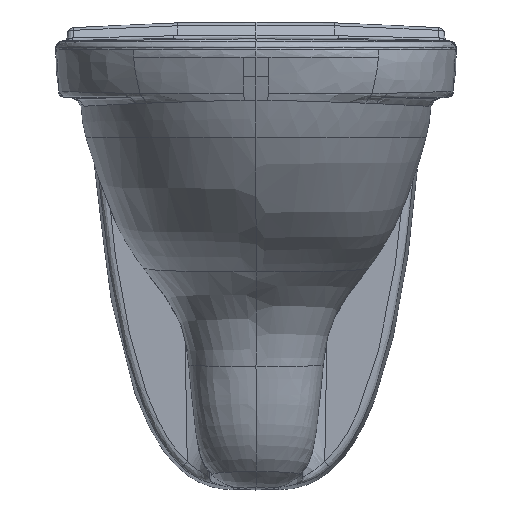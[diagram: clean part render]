
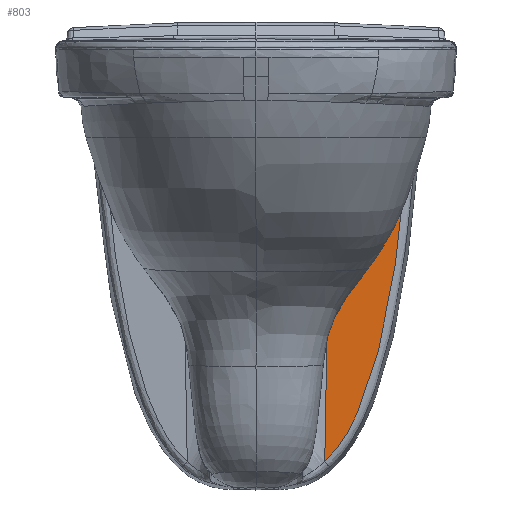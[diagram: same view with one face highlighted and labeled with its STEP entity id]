
A CAD part, front view. The second image highlights one B-rep face of the part: STEP entity #803.
In plain terms, the highlighted planar face has unit normal (0, -1, -0.026).
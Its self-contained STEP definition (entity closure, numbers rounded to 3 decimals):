
#88=PLANE('',#6623);
#90=ELLIPSE('',#6605,12.217,12.213);
#250=FACE_BOUND('',#1849,.T.);
#251=FACE_BOUND('',#1850,.T.);
#803=ADVANCED_FACE('',(#250,#251),#88,.F.);
#1849=EDGE_LOOP('',(#3938,#3939,#3940,#3941,#3942,#3943));
#1850=EDGE_LOOP('',(#3944));
#3938=ORIENTED_EDGE('',*,*,#5615,.T.);
#3939=ORIENTED_EDGE('',*,*,#5470,.T.);
#3940=ORIENTED_EDGE('',*,*,#5636,.T.);
#3941=ORIENTED_EDGE('',*,*,#5635,.T.);
#3942=ORIENTED_EDGE('',*,*,#5617,.F.);
#3943=ORIENTED_EDGE('',*,*,#5616,.T.);
#3944=ORIENTED_EDGE('',*,*,#5332,.T.);
#4424=VERTEX_POINT('',#52652);
#4527=VERTEX_POINT('',#59582);
#4528=VERTEX_POINT('',#59587);
#4571=VERTEX_POINT('',#65930);
#4593=VERTEX_POINT('',#69033);
#4594=VERTEX_POINT('',#69204);
#4601=VERTEX_POINT('',#71125);
#5332=EDGE_CURVE('',#4424,#4424,#90,.T.);
#5470=EDGE_CURVE('',#4528,#4527,#6412,.T.);
#5615=EDGE_CURVE('',#4593,#4528,#6531,.T.);
#5616=EDGE_CURVE('',#4571,#4593,#6532,.T.);
#5617=EDGE_CURVE('',#4571,#4594,#6533,.T.);
#5635=EDGE_CURVE('',#4601,#4594,#6547,.T.);
#5636=EDGE_CURVE('',#4527,#4601,#6548,.T.);
#6412=B_SPLINE_CURVE_WITH_KNOTS('',3,(#59583,#59584,#59585,#59586),
 .UNSPECIFIED.,.F.,.F.,(4,4),(0.,1.),.UNSPECIFIED.);
#6531=B_SPLINE_CURVE_WITH_KNOTS('',3,(#69029,#69030,#69031,#69032),
 .UNSPECIFIED.,.F.,.F.,(4,4),(0.,1.),.UNSPECIFIED.);
#6532=B_SPLINE_CURVE_WITH_KNOTS('',3,(#69034,#69035,#69036,#69037,#69038,
#69039,#69040,#69041,#69042,#69043,#69044,#69045,#69046,#69047,#69048,#69049,
#69050,#69051,#69052,#69053,#69054,#69055,#69056,#69057,#69058,#69059,#69060,
#69061,#69062,#69063,#69064,#69065,#69066,#69067,#69068,#69069,#69070,#69071,
#69072,#69073,#69074,#69075,#69076,#69077,#69078,#69079,#69080,#69081,#69082,
#69083,#69084,#69085,#69086,#69087,#69088,#69089,#69090,#69091),
 .UNSPECIFIED.,.F.,.F.,(4,1,1,1,1,1,1,1,2,2,1,2,2,2,1,1,1,2,2,2,1,1,1,1,
2,2,1,1,1,1,1,1,2,2,1,1,1,1,1,2,2,4),(0.,0.125,0.187,
0.219,0.234,0.242,0.246,
0.248,0.249,0.25,0.281,
0.297,0.312,0.344,0.359,
0.367,0.371,0.373,0.375,
0.437,0.469,0.484,0.492,
0.496,0.498,0.5,0.625,
0.687,0.719,0.734,0.742,
0.746,0.748,0.75,0.813,
0.844,0.859,0.867,0.871,0.873,0.875,
1.),.UNSPECIFIED.);
#6533=B_SPLINE_CURVE_WITH_KNOTS('',3,(#69200,#69201,#69202,#69203),
 .UNSPECIFIED.,.F.,.F.,(4,4),(0.,1.),.UNSPECIFIED.);
#6547=B_SPLINE_CURVE_WITH_KNOTS('',3,(#71121,#71122,#71123,#71124),
 .UNSPECIFIED.,.F.,.F.,(4,4),(0.,1.),.UNSPECIFIED.);
#6548=B_SPLINE_CURVE_WITH_KNOTS('',3,(#71126,#71127,#71128,#71129),
 .UNSPECIFIED.,.F.,.F.,(4,4),(0.,1.),.UNSPECIFIED.);
#6605=AXIS2_PLACEMENT_3D('',#52651,#6719,#6720);
#6623=AXIS2_PLACEMENT_3D('',#72868,#6757,#6758);
#6719=DIRECTION('',(0.,1.,0.026));
#6720=DIRECTION('',(0.,0.026,-1.));
#6757=DIRECTION('',(0.,1.,0.026));
#6758=DIRECTION('',(0.,0.026,-1.));
#52651=CARTESIAN_POINT('',(90.,96.033,-139.847));
#52652=CARTESIAN_POINT('',(90.,95.713,-127.634));
#59582=CARTESIAN_POINT('',(73.944,94.225,-70.829));
#59583=CARTESIAN_POINT('',(140.248,94.115,-66.613));
#59584=CARTESIAN_POINT('',(118.146,94.152,-68.022));
#59585=CARTESIAN_POINT('',(96.045,94.189,-69.43));
#59586=CARTESIAN_POINT('',(73.943,94.226,-70.838));
#59587=CARTESIAN_POINT('',(140.249,94.115,-66.613));
#65930=CARTESIAN_POINT('',(61.804,102.258,-377.579));
#69029=CARTESIAN_POINT('',(140.233,94.119,-66.782));
#69030=CARTESIAN_POINT('',(140.238,94.118,-66.726));
#69031=CARTESIAN_POINT('',(140.243,94.116,-66.67));
#69032=CARTESIAN_POINT('',(140.248,94.115,-66.613));
#69033=CARTESIAN_POINT('',(140.234,94.119,-66.782));
#69034=CARTESIAN_POINT('',(61.804,102.258,-377.579));
#69035=CARTESIAN_POINT('',(69.554,102.074,-370.567));
#69036=CARTESIAN_POINT('',(80.32,101.706,-356.513));
#69037=CARTESIAN_POINT('',(91.378,101.115,-333.93));
#69038=CARTESIAN_POINT('',(96.532,100.779,-321.091));
#69039=CARTESIAN_POINT('',(99.015,100.6,-314.285));
#69040=CARTESIAN_POINT('',(100.233,100.509,-310.786));
#69041=CARTESIAN_POINT('',(100.836,100.462,-309.012));
#69042=CARTESIAN_POINT('',(101.136,100.439,-308.118));
#69043=CARTESIAN_POINT('',(101.264,100.429,-307.734));
#69044=CARTESIAN_POINT('',(101.35,100.422,-307.478));
#69045=CARTESIAN_POINT('',(101.404,100.418,-307.313));
#69046=CARTESIAN_POINT('',(102.411,100.339,-304.282));
#69047=CARTESIAN_POINT('',(103.851,100.22,-299.756));
#69048=CARTESIAN_POINT('',(105.252,100.097,-295.053));
#69049=CARTESIAN_POINT('',(106.178,100.014,-291.878));
#69050=CARTESIAN_POINT('',(106.652,99.97,-290.217));
#69051=CARTESIAN_POINT('',(107.971,99.847,-285.502));
#69052=CARTESIAN_POINT('',(108.812,99.765,-282.371));
#69053=CARTESIAN_POINT('',(110.162,99.627,-277.125));
#69054=CARTESIAN_POINT('',(110.829,99.558,-274.479));
#69055=CARTESIAN_POINT('',(111.592,99.476,-271.349));
#69056=CARTESIAN_POINT('',(111.97,99.435,-269.773));
#69057=CARTESIAN_POINT('',(112.132,99.417,-269.096));
#69058=CARTESIAN_POINT('',(112.239,99.405,-268.644));
#69059=CARTESIAN_POINT('',(112.301,99.398,-268.383));
#69060=CARTESIAN_POINT('',(113.797,99.233,-262.045));
#69061=CARTESIAN_POINT('',(115.197,99.066,-255.695));
#69062=CARTESIAN_POINT('',(117.249,98.805,-245.731));
#69063=CARTESIAN_POINT('',(118.261,98.672,-240.651));
#69064=CARTESIAN_POINT('',(119.416,98.513,-234.55));
#69065=CARTESIAN_POINT('',(119.988,98.432,-231.456));
#69066=CARTESIAN_POINT('',(120.272,98.391,-229.899));
#69067=CARTESIAN_POINT('',(120.393,98.373,-229.229));
#69068=CARTESIAN_POINT('',(120.474,98.361,-228.782));
#69069=CARTESIAN_POINT('',(120.521,98.355,-228.523));
#69070=CARTESIAN_POINT('',(122.729,98.034,-216.269));
#69071=CARTESIAN_POINT('',(125.816,97.533,-197.155));
#69072=CARTESIAN_POINT('',(129.116,96.903,-173.074));
#69073=CARTESIAN_POINT('',(130.69,96.576,-160.588));
#69074=CARTESIAN_POINT('',(131.458,96.409,-154.234));
#69075=CARTESIAN_POINT('',(131.837,96.325,-151.029));
#69076=CARTESIAN_POINT('',(132.026,96.283,-149.419));
#69077=CARTESIAN_POINT('',(132.106,96.265,-148.728));
#69078=CARTESIAN_POINT('',(132.16,96.253,-148.267));
#69079=CARTESIAN_POINT('',(132.191,96.246,-148.));
#69080=CARTESIAN_POINT('',(132.935,96.078,-141.582));
#69081=CARTESIAN_POINT('',(134.011,95.823,-131.855));
#69082=CARTESIAN_POINT('',(135.259,95.508,-119.818));
#69083=CARTESIAN_POINT('',(135.881,95.346,-113.627));
#69084=CARTESIAN_POINT('',(136.191,95.264,-110.489));
#69085=CARTESIAN_POINT('',(136.346,95.222,-108.909));
#69086=CARTESIAN_POINT('',(136.413,95.205,-108.23));
#69087=CARTESIAN_POINT('',(136.457,95.193,-107.776));
#69088=CARTESIAN_POINT('',(136.484,95.185,-107.495));
#69089=CARTESIAN_POINT('',(137.581,94.891,-96.237));
#69090=CARTESIAN_POINT('',(138.825,94.537,-82.724));
#69091=CARTESIAN_POINT('',(140.233,94.119,-66.782));
#69200=CARTESIAN_POINT('',(61.804,102.258,-377.579));
#69201=CARTESIAN_POINT('',(62.98,100.473,-309.411));
#69202=CARTESIAN_POINT('',(64.157,98.688,-241.244));
#69203=CARTESIAN_POINT('',(65.334,96.903,-173.077));
#69204=CARTESIAN_POINT('',(65.334,96.903,-173.075));
#71121=CARTESIAN_POINT('',(73.92,94.23,-70.992));
#71122=CARTESIAN_POINT('',(68.787,95.115,-104.817));
#71123=CARTESIAN_POINT('',(65.925,96.006,-138.844));
#71124=CARTESIAN_POINT('',(65.334,96.903,-173.075));
#71125=CARTESIAN_POINT('',(73.92,94.23,-70.992));
#71126=CARTESIAN_POINT('',(73.946,94.225,-70.82));
#71127=CARTESIAN_POINT('',(73.937,94.227,-70.877));
#71128=CARTESIAN_POINT('',(73.928,94.228,-70.935));
#71129=CARTESIAN_POINT('',(73.92,94.23,-70.992));
#72868=CARTESIAN_POINT('',(164.162,93.622,-47.775));
